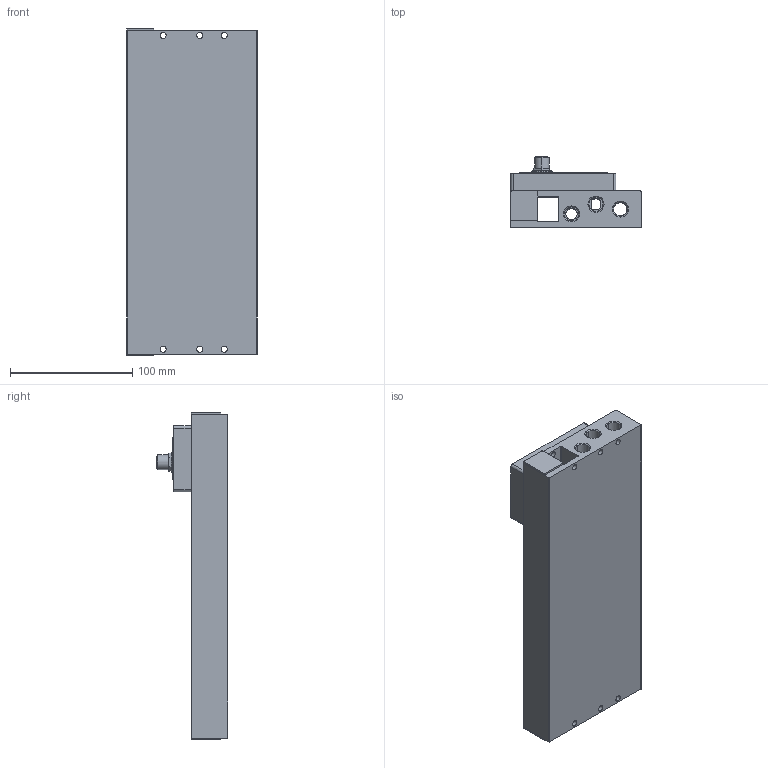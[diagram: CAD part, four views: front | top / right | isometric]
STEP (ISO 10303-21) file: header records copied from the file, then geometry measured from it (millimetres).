
FILE_DESCRIPTION (( 'STEP AP203' ), '1' );
FILE_NAME ('ES2V-12FLK16.STEP', '2022-07-27T13:37:11', ( '' ), ( '' ), 'SwSTEP 2.0', 'SolidWorks 2022', '' );
FILE_SCHEMA (( 'CONFIG_CONTROL_DESIGN' ));
Length unit declared in the file: millimetre
Products named in the file (1): ES2V-12FLK16
Bounding box: 106.7 x 58.4 x 267 mm (x, y, z)
Volume: 756180 mm3; surface area: 131950.9 mm2
Topology: 1 solids, 1 shells, 309 faces, 736 edges, 478 vertices
Faces by surface type: cylinder 140, plane 89, cone 68, bspline 12
Entity records: 9359 total; most frequent: CARTESIAN_POINT 1740, DIRECTION 1736, ORIENTED_EDGE 1472, EDGE_CURVE 736, AXIS2_PLACEMENT_3D 714, VERTEX_POINT 478, CIRCLE 416, EDGE_LOOP 382
